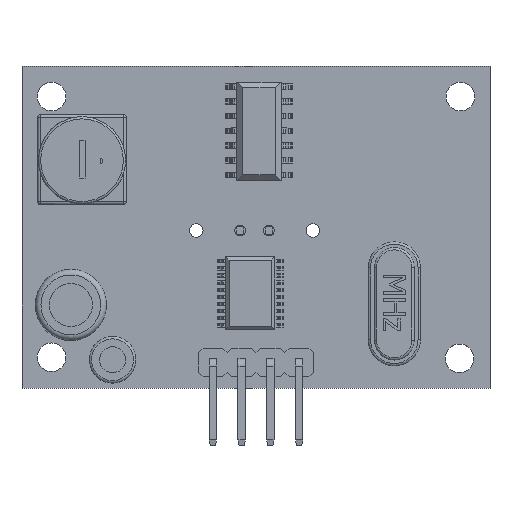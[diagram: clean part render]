
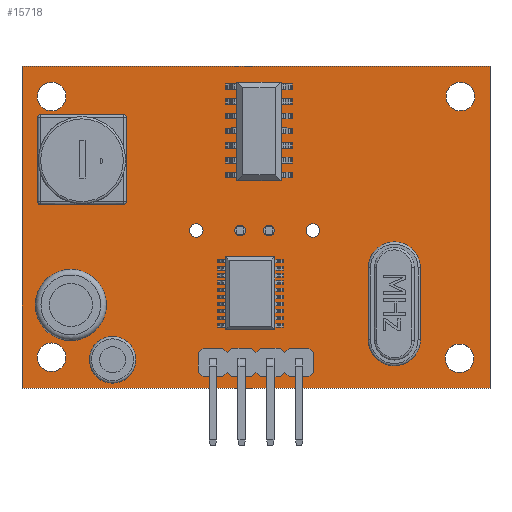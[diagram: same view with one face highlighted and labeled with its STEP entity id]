
A CAD part, top view. The second image highlights one B-rep face of the part: STEP entity #15718.
In plain terms, the highlighted planar face has unit normal (0, 0, 1).
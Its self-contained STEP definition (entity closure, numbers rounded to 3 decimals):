
#344=FACE_BOUND('',#1978,.T.);
#345=FACE_BOUND('',#1979,.T.);
#346=FACE_BOUND('',#1980,.T.);
#347=FACE_BOUND('',#1981,.T.);
#348=FACE_BOUND('',#1982,.T.);
#349=FACE_BOUND('',#1983,.T.);
#350=FACE_BOUND('',#1984,.T.);
#351=FACE_BOUND('',#1985,.T.);
#352=FACE_BOUND('',#1986,.T.);
#353=FACE_BOUND('',#1987,.T.);
#354=FACE_BOUND('',#1988,.T.);
#355=FACE_BOUND('',#1989,.T.);
#402=PLANE('',#16731);
#1056=FACE_OUTER_BOUND('',#1977,.T.);
#1977=EDGE_LOOP('',(#10882,#10883,#10884,#10885));
#1978=EDGE_LOOP('',(#10886));
#1979=EDGE_LOOP('',(#10887));
#1980=EDGE_LOOP('',(#10888));
#1981=EDGE_LOOP('',(#10889));
#1982=EDGE_LOOP('',(#10890));
#1983=EDGE_LOOP('',(#10891));
#1984=EDGE_LOOP('',(#10892));
#1985=EDGE_LOOP('',(#10893));
#1986=EDGE_LOOP('',(#10894));
#1987=EDGE_LOOP('',(#10895));
#1988=EDGE_LOOP('',(#10896));
#1989=EDGE_LOOP('',(#10897));
#2950=LINE('',#22921,#4712);
#2953=LINE('',#22927,#4715);
#2956=LINE('',#22933,#4718);
#2959=LINE('',#22937,#4721);
#4712=VECTOR('',#18243,10.);
#4715=VECTOR('',#18248,10.);
#4718=VECTOR('',#18253,10.);
#4721=VECTOR('',#18258,10.);
#6460=CIRCLE('',#16692,0.6);
#6462=CIRCLE('',#16695,0.475);
#6464=CIRCLE('',#16698,0.475);
#6466=CIRCLE('',#16701,0.6);
#6469=CIRCLE('',#16705,0.5);
#6471=CIRCLE('',#16708,0.5);
#6473=CIRCLE('',#16711,0.5);
#6475=CIRCLE('',#16714,0.5);
#6477=CIRCLE('',#16717,1.265);
#6479=CIRCLE('',#16720,1.265);
#6481=CIRCLE('',#16723,1.265);
#6483=CIRCLE('',#16726,1.265);
#6989=VERTEX_POINT('',#22843);
#6991=VERTEX_POINT('',#22849);
#6993=VERTEX_POINT('',#22855);
#6995=VERTEX_POINT('',#22861);
#6998=VERTEX_POINT('',#22869);
#7000=VERTEX_POINT('',#22875);
#7002=VERTEX_POINT('',#22881);
#7004=VERTEX_POINT('',#22887);
#7006=VERTEX_POINT('',#22893);
#7008=VERTEX_POINT('',#22899);
#7010=VERTEX_POINT('',#22905);
#7012=VERTEX_POINT('',#22911);
#7015=VERTEX_POINT('',#22918);
#7016=VERTEX_POINT('',#22920);
#7018=VERTEX_POINT('',#22926);
#7020=VERTEX_POINT('',#22932);
#8502=EDGE_CURVE('',#6989,#6989,#6460,.T.);
#8505=EDGE_CURVE('',#6991,#6991,#6462,.T.);
#8508=EDGE_CURVE('',#6993,#6993,#6464,.T.);
#8511=EDGE_CURVE('',#6995,#6995,#6466,.T.);
#8516=EDGE_CURVE('',#6998,#6998,#6469,.T.);
#8519=EDGE_CURVE('',#7000,#7000,#6471,.T.);
#8522=EDGE_CURVE('',#7002,#7002,#6473,.T.);
#8525=EDGE_CURVE('',#7004,#7004,#6475,.T.);
#8528=EDGE_CURVE('',#7006,#7006,#6477,.T.);
#8531=EDGE_CURVE('',#7008,#7008,#6479,.T.);
#8534=EDGE_CURVE('',#7010,#7010,#6481,.T.);
#8537=EDGE_CURVE('',#7012,#7012,#6483,.T.);
#8540=EDGE_CURVE('',#7016,#7015,#2950,.T.);
#8543=EDGE_CURVE('',#7018,#7016,#2953,.T.);
#8546=EDGE_CURVE('',#7020,#7018,#2956,.T.);
#8549=EDGE_CURVE('',#7015,#7020,#2959,.T.);
#10882=ORIENTED_EDGE('',*,*,#8549,.T.);
#10883=ORIENTED_EDGE('',*,*,#8546,.T.);
#10884=ORIENTED_EDGE('',*,*,#8543,.T.);
#10885=ORIENTED_EDGE('',*,*,#8540,.T.);
#10886=ORIENTED_EDGE('',*,*,#8502,.T.);
#10887=ORIENTED_EDGE('',*,*,#8505,.T.);
#10888=ORIENTED_EDGE('',*,*,#8508,.T.);
#10889=ORIENTED_EDGE('',*,*,#8511,.T.);
#10890=ORIENTED_EDGE('',*,*,#8516,.T.);
#10891=ORIENTED_EDGE('',*,*,#8519,.T.);
#10892=ORIENTED_EDGE('',*,*,#8522,.T.);
#10893=ORIENTED_EDGE('',*,*,#8525,.T.);
#10894=ORIENTED_EDGE('',*,*,#8528,.T.);
#10895=ORIENTED_EDGE('',*,*,#8531,.T.);
#10896=ORIENTED_EDGE('',*,*,#8534,.T.);
#10897=ORIENTED_EDGE('',*,*,#8537,.T.);
#15718=ADVANCED_FACE('',(#1056,#344,#345,#346,#347,#348,#349,#350,#351,
#352,#353,#354,#355),#402,.T.);
#16692=AXIS2_PLACEMENT_3D('',#22844,#18157,#18158);
#16695=AXIS2_PLACEMENT_3D('',#22850,#18164,#18165);
#16698=AXIS2_PLACEMENT_3D('',#22856,#18171,#18172);
#16701=AXIS2_PLACEMENT_3D('',#22862,#18178,#18179);
#16705=AXIS2_PLACEMENT_3D('',#22871,#18188,#18189);
#16708=AXIS2_PLACEMENT_3D('',#22877,#18195,#18196);
#16711=AXIS2_PLACEMENT_3D('',#22883,#18202,#18203);
#16714=AXIS2_PLACEMENT_3D('',#22889,#18209,#18210);
#16717=AXIS2_PLACEMENT_3D('',#22895,#18216,#18217);
#16720=AXIS2_PLACEMENT_3D('',#22901,#18223,#18224);
#16723=AXIS2_PLACEMENT_3D('',#22907,#18230,#18231);
#16726=AXIS2_PLACEMENT_3D('',#22913,#18237,#18238);
#16731=AXIS2_PLACEMENT_3D('',#22938,#18259,#18260);
#18157=DIRECTION('center_axis',(0.,0.,-1.));
#18158=DIRECTION('ref_axis',(-1.,0.,0.));
#18164=DIRECTION('center_axis',(0.,0.,-1.));
#18165=DIRECTION('ref_axis',(-1.,0.,0.));
#18171=DIRECTION('center_axis',(0.,0.,-1.));
#18172=DIRECTION('ref_axis',(-1.,0.,0.));
#18178=DIRECTION('center_axis',(0.,0.,-1.));
#18179=DIRECTION('ref_axis',(-1.,0.,0.));
#18188=DIRECTION('center_axis',(0.,0.,-1.));
#18189=DIRECTION('ref_axis',(1.,0.,0.));
#18195=DIRECTION('center_axis',(0.,0.,-1.));
#18196=DIRECTION('ref_axis',(1.,0.,0.));
#18202=DIRECTION('center_axis',(0.,0.,-1.));
#18203=DIRECTION('ref_axis',(1.,0.,0.));
#18209=DIRECTION('center_axis',(0.,0.,-1.));
#18210=DIRECTION('ref_axis',(1.,0.,0.));
#18216=DIRECTION('center_axis',(0.,0.,-1.));
#18217=DIRECTION('ref_axis',(-1.,0.,0.));
#18223=DIRECTION('center_axis',(0.,0.,-1.));
#18224=DIRECTION('ref_axis',(-1.,0.,0.));
#18230=DIRECTION('center_axis',(0.,0.,-1.));
#18231=DIRECTION('ref_axis',(-1.,0.,0.));
#18237=DIRECTION('center_axis',(0.,0.,-1.));
#18238=DIRECTION('ref_axis',(-1.,0.,0.));
#18243=DIRECTION('',(0.,-1.,0.));
#18248=DIRECTION('',(-1.,0.,0.));
#18253=DIRECTION('',(0.,1.,0.));
#18258=DIRECTION('',(1.,0.,0.));
#18259=DIRECTION('center_axis',(0.,0.,1.));
#18260=DIRECTION('ref_axis',(1.,0.,0.));
#22843=CARTESIAN_POINT('',(26.302,13.931,1.2));
#22844=CARTESIAN_POINT('Origin',(25.702,13.931,1.2));
#22849=CARTESIAN_POINT('',(19.757,13.931,1.2));
#22850=CARTESIAN_POINT('Origin',(19.282,13.931,1.2));
#22855=CARTESIAN_POINT('',(22.297,13.931,1.2));
#22856=CARTESIAN_POINT('Origin',(21.822,13.931,1.2));
#22861=CARTESIAN_POINT('',(16.002,13.931,1.2));
#22862=CARTESIAN_POINT('Origin',(15.402,13.931,1.2));
#22869=CARTESIAN_POINT('',(18.924,2.276,1.2));
#22871=CARTESIAN_POINT('Origin',(19.424,2.276,1.2));
#22875=CARTESIAN_POINT('',(23.986,2.276,1.2));
#22877=CARTESIAN_POINT('Origin',(24.486,2.276,1.2));
#22881=CARTESIAN_POINT('',(21.459,2.276,1.2));
#22883=CARTESIAN_POINT('Origin',(21.959,2.276,1.2));
#22887=CARTESIAN_POINT('',(16.362,2.276,1.2));
#22889=CARTESIAN_POINT('Origin',(16.862,2.276,1.2));
#22893=CARTESIAN_POINT('',(3.88,25.775,1.2));
#22895=CARTESIAN_POINT('Origin',(2.615,25.775,1.2));
#22899=CARTESIAN_POINT('',(40.01,25.775,1.2));
#22901=CARTESIAN_POINT('Origin',(38.745,25.775,1.2));
#22905=CARTESIAN_POINT('',(39.93,2.635,1.2));
#22907=CARTESIAN_POINT('Origin',(38.665,2.635,1.2));
#22911=CARTESIAN_POINT('',(3.88,2.735,1.2));
#22913=CARTESIAN_POINT('Origin',(2.615,2.735,1.2));
#22918=CARTESIAN_POINT('',(0.,0.,1.2));
#22920=CARTESIAN_POINT('',(0.,28.44,1.2));
#22921=CARTESIAN_POINT('',(0.,28.44,1.2));
#22926=CARTESIAN_POINT('',(41.36,28.44,1.2));
#22927=CARTESIAN_POINT('',(41.36,28.44,1.2));
#22932=CARTESIAN_POINT('',(41.36,0.,1.2));
#22933=CARTESIAN_POINT('',(41.36,0.,1.2));
#22937=CARTESIAN_POINT('',(0.,0.,1.2));
#22938=CARTESIAN_POINT('Origin',(20.68,14.22,1.2));
